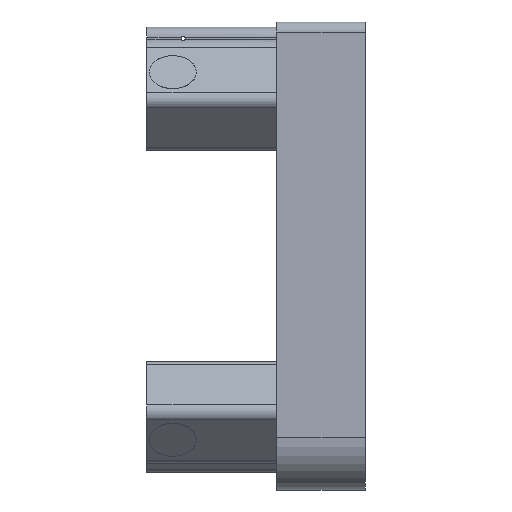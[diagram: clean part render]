
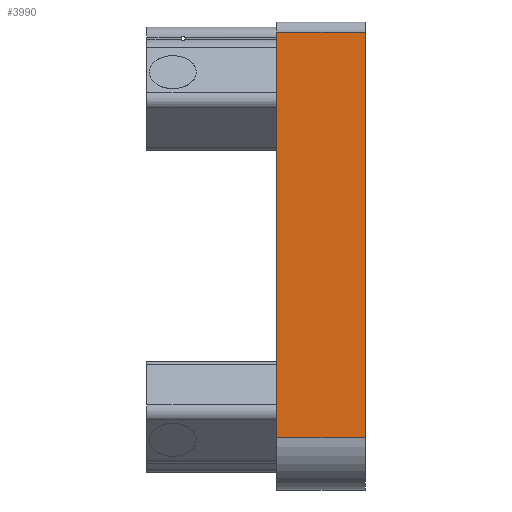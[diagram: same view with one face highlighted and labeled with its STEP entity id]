
A CAD part, left-side view. The second image highlights one B-rep face of the part: STEP entity #3990.
In plain terms, the highlighted planar face has unit normal (-1, 0, 0).
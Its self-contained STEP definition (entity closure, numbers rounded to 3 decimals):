
#128 = DIRECTION ( 'NONE',  ( 0., 0., 1. ) ) ;
#141 = CARTESIAN_POINT ( 'NONE',  ( -45., 0., 43. ) ) ;
#144 = VECTOR ( 'NONE', #2025, 1000. ) ;
#191 = ORIENTED_EDGE ( 'NONE', *, *, #4315, .F. ) ;
#211 = ORIENTED_EDGE ( 'NONE', *, *, #4671, .T. ) ;
#339 = VERTEX_POINT ( 'NONE', #6906 ) ;
#462 = LINE ( 'NONE', #2034, #144 ) ;
#544 = DIRECTION ( 'NONE',  ( 0., 0., 1. ) ) ;
#645 = VECTOR ( 'NONE', #8382, 1000. ) ;
#669 = VERTEX_POINT ( 'NONE', #1623 ) ;
#1455 = LINE ( 'NONE', #8399, #645 ) ;
#1623 = CARTESIAN_POINT ( 'NONE',  ( -45., 17., 43. ) ) ;
#1795 = ORIENTED_EDGE ( 'NONE', *, *, #5458, .T. ) ;
#1998 = ORIENTED_EDGE ( 'NONE', *, *, #4978, .F. ) ;
#2025 = DIRECTION ( 'NONE',  ( 0., -1., 0. ) ) ;
#2034 = CARTESIAN_POINT ( 'NONE',  ( -45., 17., 43. ) ) ;
#2118 = CARTESIAN_POINT ( 'NONE',  ( -45., 0., -35. ) ) ;
#2286 = EDGE_LOOP ( 'NONE', ( #211, #191, #1998, #1795 ) ) ;
#3578 = FACE_OUTER_BOUND ( 'NONE', #2286, .T. ) ;
#3990 = ADVANCED_FACE ( 'NONE', ( #3578 ), #5018, .F. ) ;
#4272 = CARTESIAN_POINT ( 'NONE',  ( -45., 0., 43. ) ) ;
#4315 = EDGE_CURVE ( 'NONE', #669, #6432, #462, .T. ) ;
#4671 = EDGE_CURVE ( 'NONE', #7123, #6432, #7372, .T. ) ;
#4978 = EDGE_CURVE ( 'NONE', #339, #669, #5886, .T. ) ;
#5005 = DIRECTION ( 'NONE',  ( 0., 0., -1. ) ) ;
#5007 = DIRECTION ( 'NONE',  ( 1., 0., 0. ) ) ;
#5018 = PLANE ( 'NONE',  #7386 ) ;
#5089 = CARTESIAN_POINT ( 'NONE',  ( -45., 17., 43. ) ) ;
#5439 = VECTOR ( 'NONE', #544, 1000. ) ;
#5458 = EDGE_CURVE ( 'NONE', #339, #7123, #1455, .T. ) ;
#5886 = LINE ( 'NONE', #6419, #5439 ) ;
#6419 = CARTESIAN_POINT ( 'NONE',  ( -45., 17., 43. ) ) ;
#6432 = VERTEX_POINT ( 'NONE', #4272 ) ;
#6906 = CARTESIAN_POINT ( 'NONE',  ( -45., 17., -35. ) ) ;
#6978 = VECTOR ( 'NONE', #128, 1000. ) ;
#7123 = VERTEX_POINT ( 'NONE', #2118 ) ;
#7372 = LINE ( 'NONE', #141, #6978 ) ;
#7386 = AXIS2_PLACEMENT_3D ( 'NONE', #5089, #5007, #5005 ) ;
#8382 = DIRECTION ( 'NONE',  ( 0., -1., 0. ) ) ;
#8399 = CARTESIAN_POINT ( 'NONE',  ( -45., 17., -35. ) ) ;
